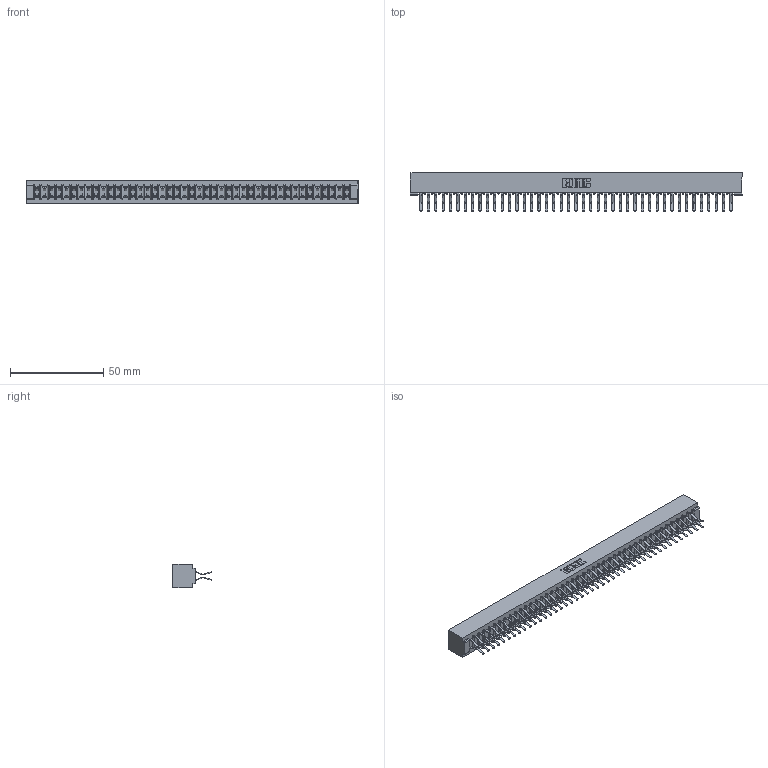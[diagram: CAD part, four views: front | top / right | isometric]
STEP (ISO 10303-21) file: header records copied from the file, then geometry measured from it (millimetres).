
FILE_DESCRIPTION (( 'STEP AP203' ), '1' );
FILE_NAME ('357-086-460-201.STEP', '2020-10-04T05:34:45', ( '' ), ( '' ), 'SwSTEP 2.0', 'SolidWorks 2020', '' );
FILE_SCHEMA (( 'CONFIG_CONTROL_DESIGN' ));
Length unit declared in the file: inch
Products named in the file (3): 307 Part_No Mounting Lugs; 357-086-460-201; 307-290-001_560
Assembly tree (87 placements, depth 2):
  357-086-460-201
    307 Part_No Mounting Lugs
    307-290-001_560  x86
Bounding box: 178.26 x 20.73 x 12.7 mm (x, y, z)
Volume: 19617.4 mm3; surface area: 24915.2 mm2
Topology: 87 solids, 87 shells, 4454 faces, 12511 edges, 8106 vertices
Faces by surface type: plane 2904, cylinder 1462, sphere 88
Entity records: 37942 total; most frequent: CARTESIAN_POINT 6203, ORIENTED_EDGE 6146, DIRECTION 6075, EDGE_CURVE 3073, VECTOR 2359, LINE 2359, VERTEX_POINT 1986, AXIS2_PLACEMENT_3D 1858
